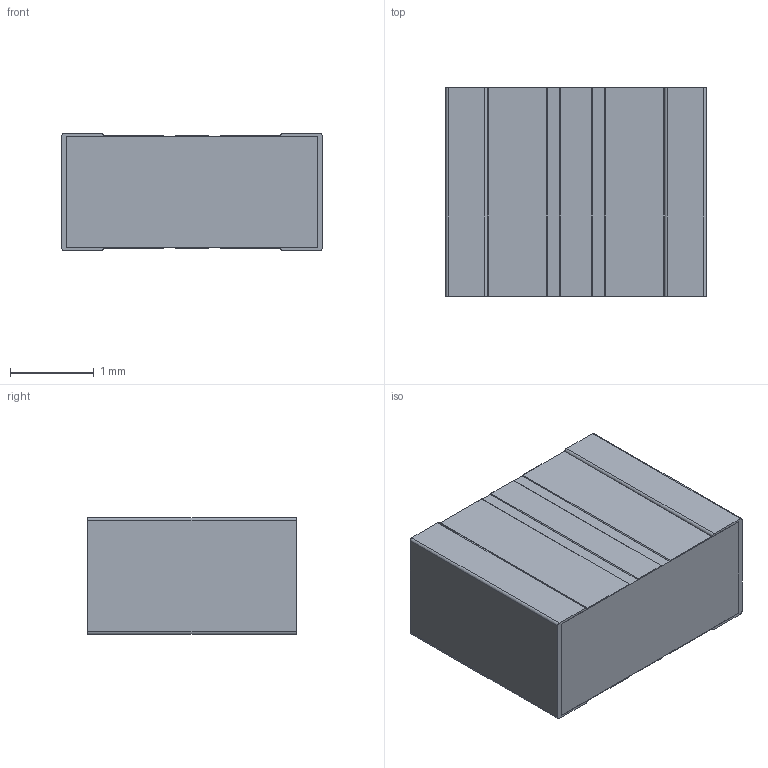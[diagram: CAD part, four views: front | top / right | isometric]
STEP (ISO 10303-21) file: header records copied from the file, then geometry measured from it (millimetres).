
FILE_DESCRIPTION(('FreeCAD Model'),'2;1');
FILE_NAME('Open CASCADE Shape Model','2024-05-02T22:01:16',(''),(''), 'Open CASCADE STEP processor 7.7','FreeCAD','Unknown');
FILE_SCHEMA(('AUTOMOTIVE_DESIGN { 1 0 10303 214 1 1 1 1 }'));
Length unit declared in the file: millimetre
Products named in the file (8): smd_capacitor_film_g2; Body; Body001 (Mirror #1); Body001; Compound (Mirror #2); Body002; Body003; Body004
Assembly tree (7 placements, depth 2):
  smd_capacitor_film_g2
    Body
    Body001 (Mirror #1)
    Body001
    Compound (Mirror #2)
    Body002
    Body003
    Body004
Bounding box: 3.12 x 2.5 x 1.4 mm (x, y, z)
Volume: 10.7 mm3; surface area: 71.9 mm2
Topology: 9 solids, 9 shells, 82 faces, 192 edges, 128 vertices
Faces by surface type: plane 74, cylinder 8
Entity records: 2524 total; most frequent: CARTESIAN_POINT 410, DIRECTION 388, ORIENTED_EDGE 384, EDGE_CURVE 192, LINE 176, VECTOR 176, VERTEX_POINT 128, AXIS2_PLACEMENT_3D 106
